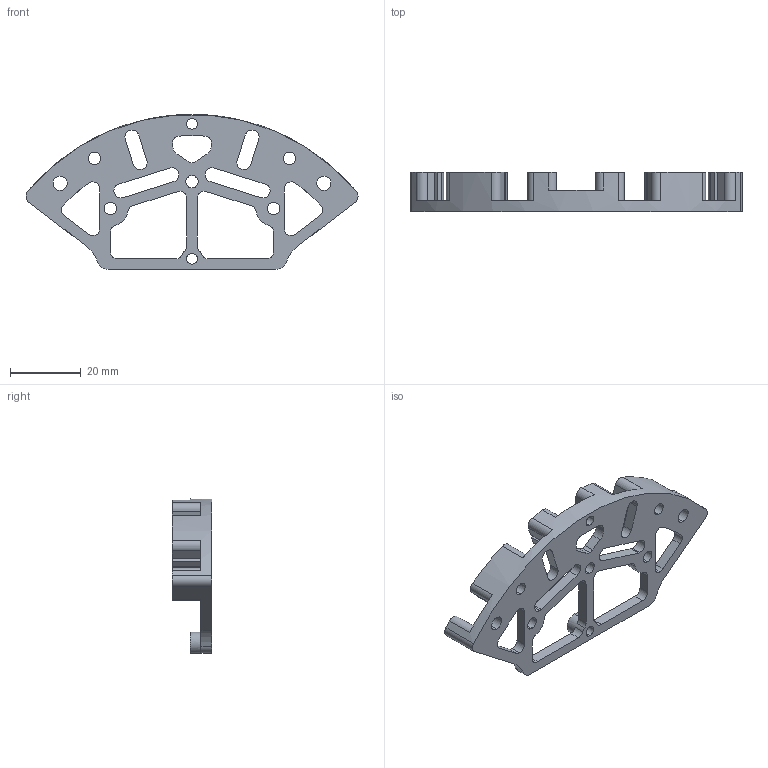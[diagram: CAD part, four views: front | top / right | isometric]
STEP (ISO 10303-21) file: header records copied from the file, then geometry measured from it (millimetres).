
FILE_DESCRIPTION (( 'STEP AP214' ), '1' );
FILE_NAME ('front.STEP', '2014-11-08T16:06:40', ( '' ), ( '' ), 'SwSTEP 2.0', 'SolidWorks 2014', '' );
FILE_SCHEMA (( 'AUTOMOTIVE_DESIGN' ));
Length unit declared in the file: millimetre
Products named in the file (1): front
Bounding box: 93.53 x 11 x 43.64 mm (x, y, z)
Volume: 9508 mm3; surface area: 7933.7 mm2
Topology: 1 solids, 1 shells, 179 faces, 544 edges, 362 vertices
Faces by surface type: cylinder 102, plane 77
Entity records: 6290 total; most frequent: DIRECTION 1126, ORIENTED_EDGE 1088, CARTESIAN_POINT 1086, EDGE_CURVE 544, AXIS2_PLACEMENT_3D 402, VERTEX_POINT 362, VECTOR 322, LINE 322
